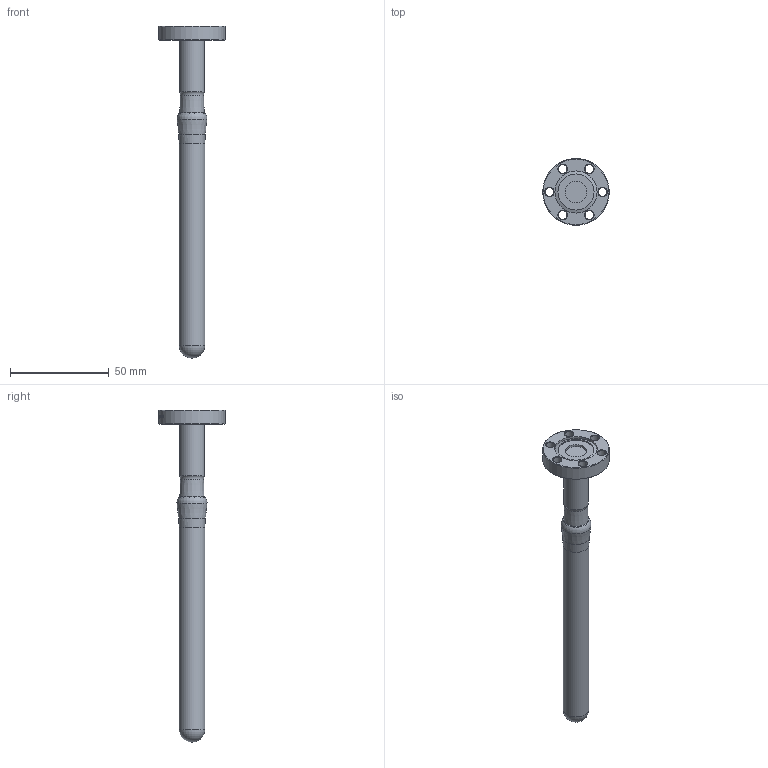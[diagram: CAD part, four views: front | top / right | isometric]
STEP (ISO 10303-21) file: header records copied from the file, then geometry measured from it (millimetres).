
FILE_DESCRIPTION(/* description */ ('Alibre Inc.'),/* implementation_level */ '2;1');
FILE_NAME(/* name */ 'export-19086E5E-299D-45EE-AF84-3AC9CC8C6F12',/* time_stamp */ '2023-05-03T08:34:15-07:00',/* author */ (''),/* organization */ (''),/* preprocessor_version */ 'ST-DEVELOPER v17',/* originating_system */ 'Alibre',/* authorisation */ '');
FILE_SCHEMA (('CONFIG_CONTROL_DESIGN'));
Length unit declared in the file: inch
Bounding box: 33.78 x 33.78 x 168.4 mm (x, y, z)
Volume: 26396 mm3; surface area: 9576.3 mm2
Topology: 1 solids, 1 shells, 401 faces, 1087 edges, 718 vertices
Faces by surface type: bspline 228, plane 112, cylinder 39, cone 17, torus 5
Full cylindrical faces by diameter (mm): 4.369 x6, 10.922 x1, 12.7 x1, 13 x1, 18.288 x1, 21.387 x1, 33.782 x1
Entity records: 15345 total; most frequent: CARTESIAN_POINT 6872, ORIENTED_EDGE 2098, EDGE_CURVE 1049, DIRECTION 962, VERTEX_POINT 714, EDGE_LOOP 477, FACE_BOUND 477, B_SPLINE_CURVE_WITH_KNOTS 462
